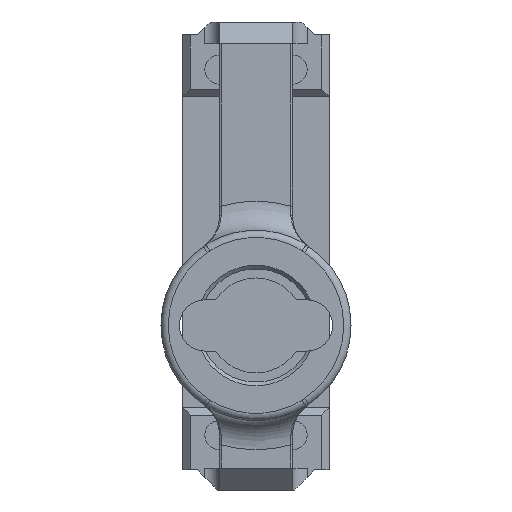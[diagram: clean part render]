
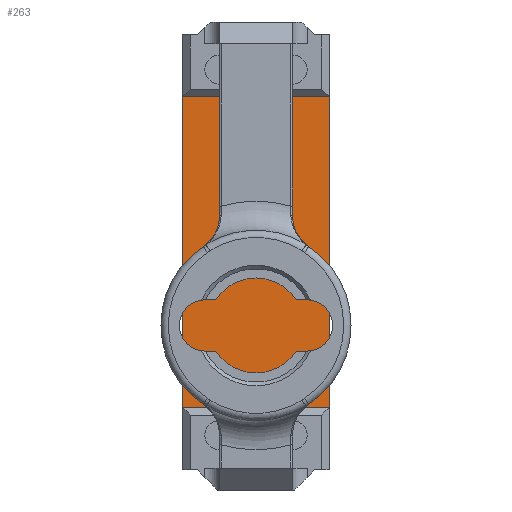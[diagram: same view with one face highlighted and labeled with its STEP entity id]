
A CAD part, left-side view. The second image highlights one B-rep face of the part: STEP entity #263.
In plain terms, the highlighted planar face has unit normal (-1, 0, 0).
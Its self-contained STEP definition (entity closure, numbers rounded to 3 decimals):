
#180=PLANE('',#2676);
#263=ADVANCED_FACE('',(#437),#180,.T.);
#437=FACE_OUTER_BOUND('',#584,.T.);
#584=EDGE_LOOP('',(#1058,#1059,#1060,#1061));
#1058=ORIENTED_EDGE('',*,*,#1975,.F.);
#1059=ORIENTED_EDGE('',*,*,#1971,.T.);
#1060=ORIENTED_EDGE('',*,*,#1876,.F.);
#1061=ORIENTED_EDGE('',*,*,#1857,.T.);
#1600=VERTEX_POINT('',#3644);
#1608=VERTEX_POINT('',#3660);
#1626=VERTEX_POINT('',#3700);
#1696=VERTEX_POINT('',#3887);
#1857=EDGE_CURVE('',#1600,#1608,#2196,.T.);
#1876=EDGE_CURVE('',#1600,#1626,#2213,.T.);
#1971=EDGE_CURVE('',#1696,#1626,#2284,.T.);
#1975=EDGE_CURVE('',#1696,#1608,#2288,.T.);
#2196=LINE('',#3661,#2407);
#2213=LINE('',#3699,#2424);
#2284=LINE('',#3886,#2495);
#2288=LINE('',#3893,#2499);
#2407=VECTOR('',#2943,1.);
#2424=VECTOR('',#2968,1.);
#2495=VECTOR('',#3131,1.);
#2499=VECTOR('',#3137,1.);
#2676=AXIS2_PLACEMENT_3D('',#3894,#3138,#3139);
#2943=DIRECTION('',(0.,0.,1.));
#2968=DIRECTION('',(0.,1.,0.));
#3131=DIRECTION('',(0.,0.,-1.));
#3137=DIRECTION('',(0.,-1.,0.));
#3138=DIRECTION('',(-1.,0.,0.));
#3139=DIRECTION('',(0.,0.,1.));
#3644=CARTESIAN_POINT('',(-3.,-10.,-6.75));
#3660=CARTESIAN_POINT('',(-3.,-10.,35.75));
#3661=CARTESIAN_POINT('',(-3.,-10.,-15.25));
#3699=CARTESIAN_POINT('',(-3.,-10.,-6.75));
#3700=CARTESIAN_POINT('',(-3.,10.,-6.75));
#3886=CARTESIAN_POINT('',(-3.,10.,44.25));
#3887=CARTESIAN_POINT('',(-3.,10.,35.75));
#3893=CARTESIAN_POINT('',(-3.,10.,35.75));
#3894=CARTESIAN_POINT('',(-3.,0.,0.));
